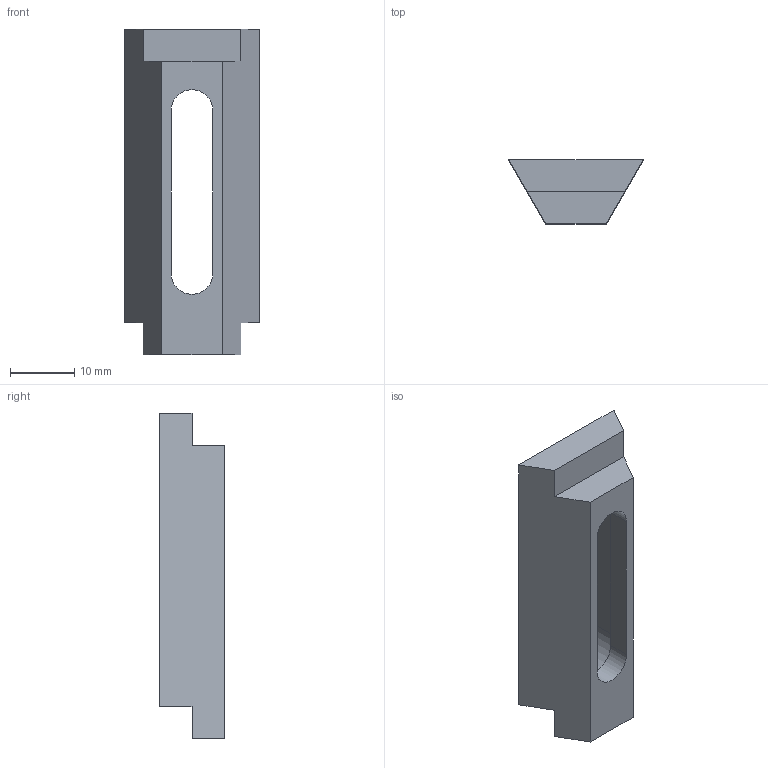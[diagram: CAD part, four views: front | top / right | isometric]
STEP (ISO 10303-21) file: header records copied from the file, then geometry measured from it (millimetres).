
FILE_DESCRIPTION (( 'STEP AP214' ), '1' );
FILE_NAME ('51ORL-1(M).STEP', '2018-09-10T05:33:29', ( '' ), ( '' ), 'SwSTEP 2.0', 'SolidWorks 2016', '' );
FILE_SCHEMA (( 'AUTOMOTIVE_DESIGN' ));
Length unit declared in the file: millimetre
Products named in the file (1): 51ORL-1(M)
Bounding box: 21 x 10 x 50.8 mm (x, y, z)
Surface area: 3316.8 mm2 (no closed solid volume)
Topology: 0 solids, 1 shells, 21 faces, 54 edges, 36 vertices
Faces by surface type: plane 15, cylinder 6
Entity records: 898 total; most frequent: CARTESIAN_POINT 112, DIRECTION 110, ORIENTED_EDGE 108, EDGE_CURVE 54, LINE 42, VECTOR 42, VERTEX_POINT 36, AXIS2_PLACEMENT_3D 34
